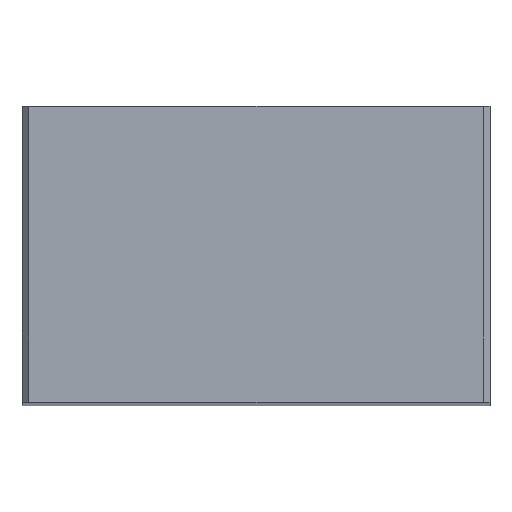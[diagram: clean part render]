
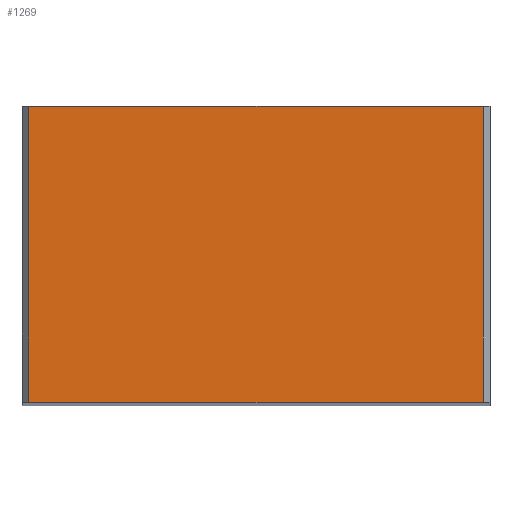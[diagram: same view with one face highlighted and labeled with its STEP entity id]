
A CAD part, top view. The second image highlights one B-rep face of the part: STEP entity #1269.
In plain terms, the highlighted planar face has unit normal (0, 0, 1).
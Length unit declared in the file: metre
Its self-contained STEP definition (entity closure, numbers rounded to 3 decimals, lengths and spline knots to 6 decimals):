
#280=ORIENTED_EDGE('',*,*,#507,.T.);
#281=ORIENTED_EDGE('',*,*,#469,.T.);
#282=ORIENTED_EDGE('',*,*,#511,.F.);
#283=ORIENTED_EDGE('',*,*,#459,.T.);
#459=EDGE_CURVE('',#589,#591,#739,.T.);
#469=EDGE_CURVE('',#602,#600,#749,.T.);
#507=EDGE_CURVE('',#591,#602,#787,.T.);
#511=EDGE_CURVE('',#589,#600,#791,.T.);
#589=VERTEX_POINT('',#2128);
#591=VERTEX_POINT('',#2132);
#600=VERTEX_POINT('',#2154);
#602=VERTEX_POINT('',#2157);
#739=LINE('',#2133,#907);
#749=LINE('',#2156,#917);
#787=LINE('',#2231,#955);
#791=LINE('',#2237,#959);
#907=VECTOR('',#1803,1.);
#917=VECTOR('',#1819,1.);
#955=VECTOR('',#1879,1.);
#959=VECTOR('',#1887,1.);
#1022=EDGE_LOOP('',(#280,#281,#282,#283));
#1092=FACE_BOUND('',#1022,.T.);
#1162=PLANE('',#1598);
#1269=ADVANCED_FACE('',(#1092),#1162,.F.);
#1598=AXIS2_PLACEMENT_3D('',#2236,#1885,#1886);
#1803=DIRECTION('',(0.,-1.,0.));
#1819=DIRECTION('',(0.,1.,0.));
#1879=DIRECTION('',(1.,0.,0.));
#1885=DIRECTION('',(0.,0.,-1.));
#1886=DIRECTION('',(-1.,0.,0.));
#1887=DIRECTION('',(1.,0.,0.));
#2128=CARTESIAN_POINT('',(0.018292,0.0205,-0.005872));
#2132=CARTESIAN_POINT('',(0.018292,0.016,-0.005872));
#2133=CARTESIAN_POINT('',(0.018292,0.0205,-0.005872));
#2154=CARTESIAN_POINT('',(0.025212,0.0205,-0.005872));
#2156=CARTESIAN_POINT('',(0.025212,0.0205,-0.005872));
#2157=CARTESIAN_POINT('',(0.025212,0.016,-0.005872));
#2231=CARTESIAN_POINT('',(0.018192,0.016,-0.005872));
#2236=CARTESIAN_POINT('',(0.018192,0.0205,-0.005872));
#2237=CARTESIAN_POINT('',(0.018192,0.0205,-0.005872));
